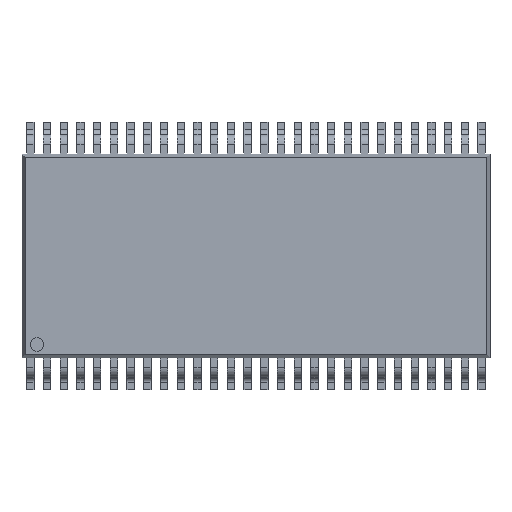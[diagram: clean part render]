
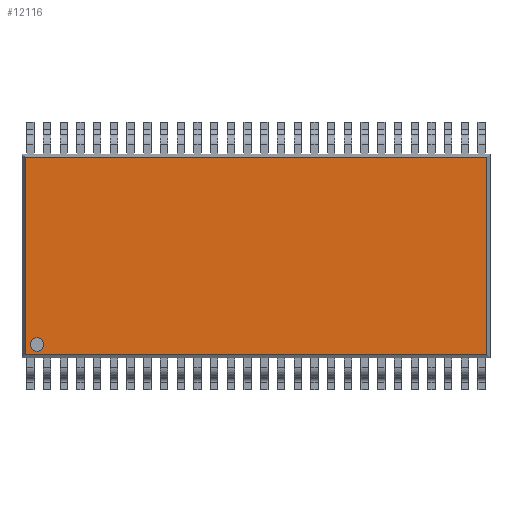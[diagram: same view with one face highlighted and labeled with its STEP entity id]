
A CAD part, top view. The second image highlights one B-rep face of the part: STEP entity #12116.
In plain terms, the highlighted planar face has unit normal (0, 0, 1).
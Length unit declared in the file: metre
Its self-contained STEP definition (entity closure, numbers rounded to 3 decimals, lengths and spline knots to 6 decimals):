
#807=CIRCLE('',#13952,0.0002);
#4185=ORIENTED_EDGE('',*,*,#5921,.T.);
#4186=ORIENTED_EDGE('',*,*,#5922,.T.);
#4187=ORIENTED_EDGE('',*,*,#5923,.T.);
#4188=ORIENTED_EDGE('',*,*,#5924,.T.);
#4189=ORIENTED_EDGE('',*,*,#5925,.T.);
#5921=EDGE_CURVE('',#7067,#7068,#8321,.T.);
#5922=EDGE_CURVE('',#7068,#7069,#8322,.T.);
#5923=EDGE_CURVE('',#7069,#7070,#8323,.T.);
#5924=EDGE_CURVE('',#7070,#7067,#8324,.T.);
#5925=EDGE_CURVE('',#7071,#7071,#807,.F.);
#7067=VERTEX_POINT('',#21170);
#7068=VERTEX_POINT('',#21171);
#7069=VERTEX_POINT('',#21173);
#7070=VERTEX_POINT('',#21175);
#7071=VERTEX_POINT('',#21178);
#8321=LINE('',#21169,#9581);
#8322=LINE('',#21172,#9582);
#8323=LINE('',#21174,#9583);
#8324=LINE('',#21176,#9584);
#9581=VECTOR('',#17573,1.);
#9582=VECTOR('',#17574,1.);
#9583=VECTOR('',#17575,1.);
#9584=VECTOR('',#17576,1.);
#10273=EDGE_LOOP('',(#4185,#4186,#4187,#4188));
#10274=EDGE_LOOP('',(#4189));
#10963=FACE_BOUND('',#10273,.T.);
#10964=FACE_BOUND('',#10274,.T.);
#11429=PLANE('',#13951);
#12116=ADVANCED_FACE('',(#10963,#10964),#11429,.T.);
#13951=AXIS2_PLACEMENT_3D('',#21168,#17571,#17572);
#13952=AXIS2_PLACEMENT_3D('',#21177,#17577,#17578);
#17571=DIRECTION('',(0.,0.,1.));
#17572=DIRECTION('',(1.,0.,0.));
#17573=DIRECTION('',(0.,1.,0.));
#17574=DIRECTION('',(-1.,0.,0.));
#17575=DIRECTION('',(0.,-1.,0.));
#17576=DIRECTION('',(1.,0.,0.));
#17577=DIRECTION('',(0.,0.,1.));
#17578=DIRECTION('',(1.,0.,0.));
#21168=CARTESIAN_POINT('',(0.,0.,0.001));
#21169=CARTESIAN_POINT('',(0.0069,0.,0.001));
#21170=CARTESIAN_POINT('',(0.0069,-0.00295,0.001));
#21171=CARTESIAN_POINT('',(0.0069,0.00295,0.001));
#21172=CARTESIAN_POINT('',(0.,0.00295,0.001));
#21173=CARTESIAN_POINT('',(-0.0069,0.00295,0.001));
#21174=CARTESIAN_POINT('',(-0.0069,-0.00305,0.001));
#21175=CARTESIAN_POINT('',(-0.0069,-0.00295,0.001));
#21176=CARTESIAN_POINT('',(0.007,-0.00295,0.001));
#21177=CARTESIAN_POINT('',(-0.00655,-0.00265,0.001));
#21178=CARTESIAN_POINT('',(-0.00635,-0.00265,0.001));
